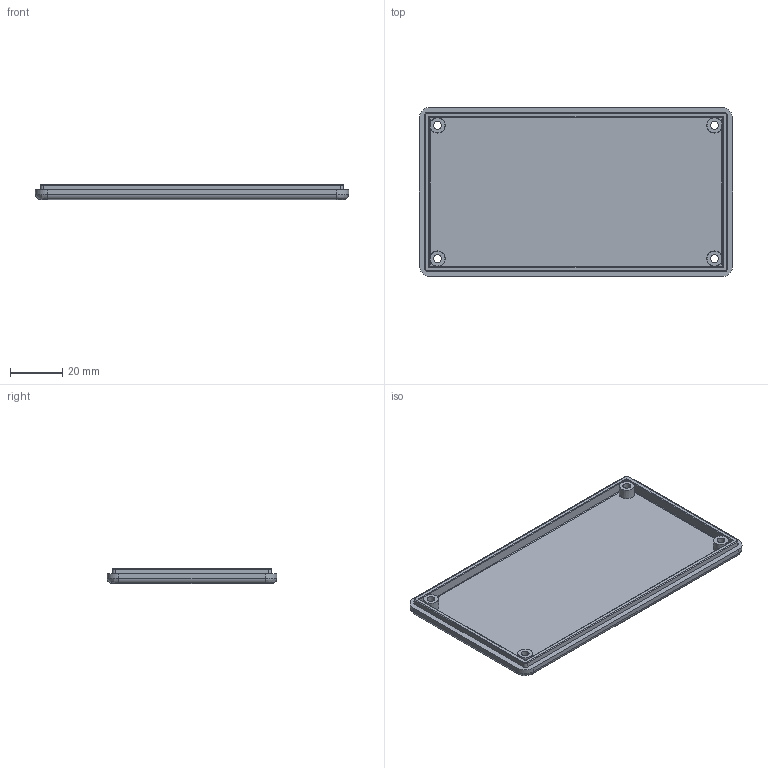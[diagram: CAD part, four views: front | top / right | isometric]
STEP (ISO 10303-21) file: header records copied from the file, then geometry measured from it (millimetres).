
FILE_DESCRIPTION((''),'2;1');
FILE_NAME('1591C Lid.stp','2006-02-20T09:37:47',('rboehler'),(''),'Autodesk Inventor 10','Autodesk Inventor 10','');
FILE_SCHEMA(('AUTOMOTIVE_DESIGN { 1 0 10303 214 1 1 1 1 }'));
Length unit declared in the file: millimetre
Products named in the file (1): 1591C Lid
Bounding box: 120 x 65 x 5.8 mm (x, y, z)
Volume: 18358.8 mm3; surface area: 18939.6 mm2
Topology: 1 solids, 1 shells, 72 faces, 176 edges, 108 vertices
Faces by surface type: cylinder 28, plane 24, bspline 16, cone 4
Full cylindrical faces by diameter (mm): 5.8 x4
Entity records: 2671 total; most frequent: CARTESIAN_POINT 1069, DIRECTION 334, ORIENTED_EDGE 304, EDGE_CURVE 152, AXIS2_PLACEMENT_3D 133, VERTEX_POINT 100, EDGE_LOOP 98, FACE_OUTER_BOUND 72
